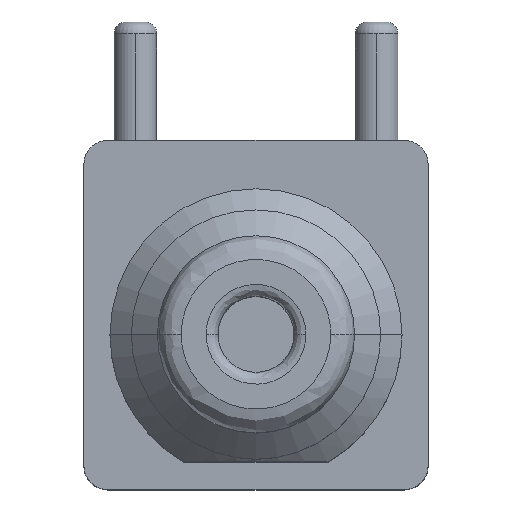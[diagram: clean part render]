
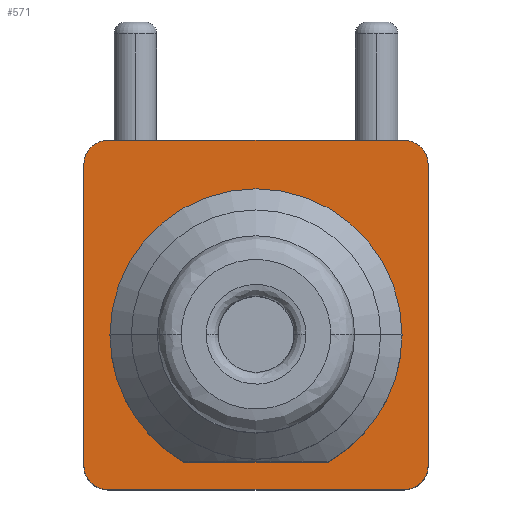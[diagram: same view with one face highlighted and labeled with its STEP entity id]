
A CAD part, top view. The second image highlights one B-rep face of the part: STEP entity #571.
In plain terms, the highlighted planar face has unit normal (0, 0, 1).
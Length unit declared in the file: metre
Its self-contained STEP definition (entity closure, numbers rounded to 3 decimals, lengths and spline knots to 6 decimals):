
#9 = FACE_BOUND ( 'NONE', #1433, .T. ) ;
#18 = DIRECTION ( 'NONE',  ( -1., 0., 0. ) ) ;
#40 = DIRECTION ( 'NONE',  ( 0., 0., -1. ) ) ;
#54 = AXIS2_PLACEMENT_3D ( 'NONE', #1142, #1659, #2172 ) ;
#65 = EDGE_CURVE ( 'NONE', #2213, #2038, #273, .T. ) ;
#69 = DIRECTION ( 'NONE',  ( 0., 1., 0. ) ) ;
#72 = CARTESIAN_POINT ( 'NONE',  ( 0.00625, 0.0072, -0.0084 ) ) ;
#107 = CARTESIAN_POINT ( 'NONE',  ( -0.00725, 0.0072, -0.0084 ) ) ;
#109 = EDGE_CURVE ( 'NONE', #2038, #1771, #638, .T. ) ;
#119 = VERTEX_POINT ( 'NONE', #481 ) ;
#125 = LINE ( 'NONE', #993, #1923 ) ;
#144 = AXIS2_PLACEMENT_3D ( 'NONE', #211, #1921, #1576 ) ;
#146 = ORIENTED_EDGE ( 'NONE', *, *, #1682, .F. ) ;
#195 = AXIS2_PLACEMENT_3D ( 'NONE', #1261, #2121, #774 ) ;
#211 = CARTESIAN_POINT ( 'NONE',  ( 0.00725, -0.0065, -0.0084 ) ) ;
#226 = EDGE_CURVE ( 'NONE', #1771, #439, #1213, .T. ) ;
#273 = CIRCLE ( 'NONE', #1538, 0.00615 ) ;
#297 = CARTESIAN_POINT ( 'NONE',  ( 0.00725, -0.0055, -0.0084 ) ) ;
#348 = CIRCLE ( 'NONE', #2188, 0.001 ) ;
#377 = CARTESIAN_POINT ( 'NONE',  ( 0.00725, 0.0072, -0.0084 ) ) ;
#439 = VERTEX_POINT ( 'NONE', #1847 ) ;
#467 = CARTESIAN_POINT ( 'NONE',  ( 0.00725, -0.0065, -0.0084 ) ) ;
#481 = CARTESIAN_POINT ( 'NONE',  ( 0.00625, -0.0065, -0.0084 ) ) ;
#483 = ORIENTED_EDGE ( 'NONE', *, *, #1264, .F. ) ;
#531 = FACE_OUTER_BOUND ( 'NONE', #1945, .T. ) ;
#544 = CARTESIAN_POINT ( 'NONE',  ( -0.00625, -0.0065, -0.0084 ) ) ;
#563 = VECTOR ( 'NONE', #758, 1. ) ;
#571 = ADVANCED_FACE ( 'NONE', ( #531, #9 ), #1586, .F. ) ;
#586 = LINE ( 'NONE', #1268, #1391 ) ;
#638 = LINE ( 'NONE', #1506, #1190 ) ;
#730 = EDGE_CURVE ( 'NONE', #2016, #1883, #2057, .T. ) ;
#758 = DIRECTION ( 'NONE',  ( 1., 0., 0. ) ) ;
#774 = DIRECTION ( 'NONE',  ( -1., 0., 0. ) ) ;
#789 = ORIENTED_EDGE ( 'NONE', *, *, #1786, .F. ) ;
#827 = VECTOR ( 'NONE', #1848, 1. ) ;
#834 = VERTEX_POINT ( 'NONE', #107 ) ;
#852 = VERTEX_POINT ( 'NONE', #1493 ) ;
#855 = ORIENTED_EDGE ( 'NONE', *, *, #2109, .F. ) ;
#869 = ORIENTED_EDGE ( 'NONE', *, *, #730, .F. ) ;
#883 = AXIS2_PLACEMENT_3D ( 'NONE', #1763, #1559, #2119 ) ;
#907 = CIRCLE ( 'NONE', #1409, 0.001 ) ;
#922 = LINE ( 'NONE', #1445, #563 ) ;
#954 = DIRECTION ( 'NONE',  ( 0., 0., -1. ) ) ;
#958 = EDGE_CURVE ( 'NONE', #1870, #2050, #907, .T. ) ;
#993 = CARTESIAN_POINT ( 'NONE',  ( 0.00725, -0.0065, -0.0084 ) ) ;
#1024 = CIRCLE ( 'NONE', #54, 0.001 ) ;
#1060 = EDGE_CURVE ( 'NONE', #439, #2213, #1774, .T. ) ;
#1139 = DIRECTION ( 'NONE',  ( -1., 0., 0. ) ) ;
#1142 = CARTESIAN_POINT ( 'NONE',  ( 0.00625, -0.0055, -0.0084 ) ) ;
#1155 = ORIENTED_EDGE ( 'NONE', *, *, #1060, .F. ) ;
#1160 = ORIENTED_EDGE ( 'NONE', *, *, #958, .F. ) ;
#1178 = LINE ( 'NONE', #467, #827 ) ;
#1190 = VECTOR ( 'NONE', #2036, 1. ) ;
#1213 = CIRCLE ( 'NONE', #883, 0.00615 ) ;
#1227 = ORIENTED_EDGE ( 'NONE', *, *, #65, .F. ) ;
#1261 = CARTESIAN_POINT ( 'NONE',  ( 0., 0., -0.0084 ) ) ;
#1262 = EDGE_CURVE ( 'NONE', #119, #1870, #125, .T. ) ;
#1264 = EDGE_CURVE ( 'NONE', #1883, #1718, #1178, .T. ) ;
#1265 = ORIENTED_EDGE ( 'NONE', *, *, #109, .F. ) ;
#1268 = CARTESIAN_POINT ( 'NONE',  ( -0.00725, -0.0065, -0.0084 ) ) ;
#1380 = CARTESIAN_POINT ( 'NONE',  ( -0.00625, -0.0055, -0.0084 ) ) ;
#1391 = VECTOR ( 'NONE', #69, 1. ) ;
#1409 = AXIS2_PLACEMENT_3D ( 'NONE', #1380, #40, #2111 ) ;
#1433 = EDGE_LOOP ( 'NONE', ( #1265, #1227, #1155, #1444 ) ) ;
#1444 = ORIENTED_EDGE ( 'NONE', *, *, #226, .F. ) ;
#1445 = CARTESIAN_POINT ( 'NONE',  ( 0.00725, 0.0082, -0.0084 ) ) ;
#1493 = CARTESIAN_POINT ( 'NONE',  ( -0.00625, 0.0082, -0.0084 ) ) ;
#1499 = ORIENTED_EDGE ( 'NONE', *, *, #1262, .F. ) ;
#1506 = CARTESIAN_POINT ( 'NONE',  ( 0., -0.00535, -0.0084 ) ) ;
#1538 = AXIS2_PLACEMENT_3D ( 'NONE', #1561, #1574, #18 ) ;
#1559 = DIRECTION ( 'NONE',  ( 0., 0., 1. ) ) ;
#1561 = CARTESIAN_POINT ( 'NONE',  ( 0., 0., -0.0084 ) ) ;
#1574 = DIRECTION ( 'NONE',  ( 0., 0., 1. ) ) ;
#1576 = DIRECTION ( 'NONE',  ( -1., 0., 0. ) ) ;
#1586 = PLANE ( 'NONE',  #144 ) ;
#1659 = DIRECTION ( 'NONE',  ( 0., 0., -1. ) ) ;
#1682 = EDGE_CURVE ( 'NONE', #834, #852, #348, .T. ) ;
#1718 = VERTEX_POINT ( 'NONE', #297 ) ;
#1728 = AXIS2_PLACEMENT_3D ( 'NONE', #72, #954, #1988 ) ;
#1763 = CARTESIAN_POINT ( 'NONE',  ( 0., 0., -0.0084 ) ) ;
#1771 = VERTEX_POINT ( 'NONE', #2140 ) ;
#1774 = CIRCLE ( 'NONE', #195, 0.00615 ) ;
#1786 = EDGE_CURVE ( 'NONE', #2050, #834, #586, .T. ) ;
#1830 = CARTESIAN_POINT ( 'NONE',  ( -0.00725, -0.0055, -0.0084 ) ) ;
#1847 = CARTESIAN_POINT ( 'NONE',  ( 0.00615, 0., -0.0084 ) ) ;
#1848 = DIRECTION ( 'NONE',  ( 0., -1., 0. ) ) ;
#1870 = VERTEX_POINT ( 'NONE', #544 ) ;
#1883 = VERTEX_POINT ( 'NONE', #377 ) ;
#1921 = DIRECTION ( 'NONE',  ( 0., 0., -1. ) ) ;
#1923 = VECTOR ( 'NONE', #2027, 1. ) ;
#1925 = ORIENTED_EDGE ( 'NONE', *, *, #1989, .F. ) ;
#1945 = EDGE_LOOP ( 'NONE', ( #855, #483, #869, #1925, #146, #789, #1160, #1499 ) ) ;
#1988 = DIRECTION ( 'NONE',  ( -1., 0., 0. ) ) ;
#1989 = EDGE_CURVE ( 'NONE', #852, #2016, #922, .T. ) ;
#2007 = CARTESIAN_POINT ( 'NONE',  ( 0.00625, 0.0082, -0.0084 ) ) ;
#2016 = VERTEX_POINT ( 'NONE', #2007 ) ;
#2021 = DIRECTION ( 'NONE',  ( 0., 0., -1. ) ) ;
#2027 = DIRECTION ( 'NONE',  ( -1., 0., 0. ) ) ;
#2031 = CARTESIAN_POINT ( 'NONE',  ( -0.003033, -0.00535, -0.0084 ) ) ;
#2036 = DIRECTION ( 'NONE',  ( 1., 0., 0. ) ) ;
#2038 = VERTEX_POINT ( 'NONE', #2031 ) ;
#2050 = VERTEX_POINT ( 'NONE', #1830 ) ;
#2057 = CIRCLE ( 'NONE', #1728, 0.001 ) ;
#2109 = EDGE_CURVE ( 'NONE', #1718, #119, #1024, .T. ) ;
#2111 = DIRECTION ( 'NONE',  ( -1., 0., 0. ) ) ;
#2119 = DIRECTION ( 'NONE',  ( -1., 0., 0. ) ) ;
#2121 = DIRECTION ( 'NONE',  ( 0., 0., 1. ) ) ;
#2140 = CARTESIAN_POINT ( 'NONE',  ( 0.003033, -0.00535, -0.0084 ) ) ;
#2172 = DIRECTION ( 'NONE',  ( -1., 0., 0. ) ) ;
#2173 = CARTESIAN_POINT ( 'NONE',  ( -0.00615, 0., -0.0084 ) ) ;
#2176 = CARTESIAN_POINT ( 'NONE',  ( -0.00625, 0.0072, -0.0084 ) ) ;
#2188 = AXIS2_PLACEMENT_3D ( 'NONE', #2176, #2021, #1139 ) ;
#2213 = VERTEX_POINT ( 'NONE', #2173 ) ;
